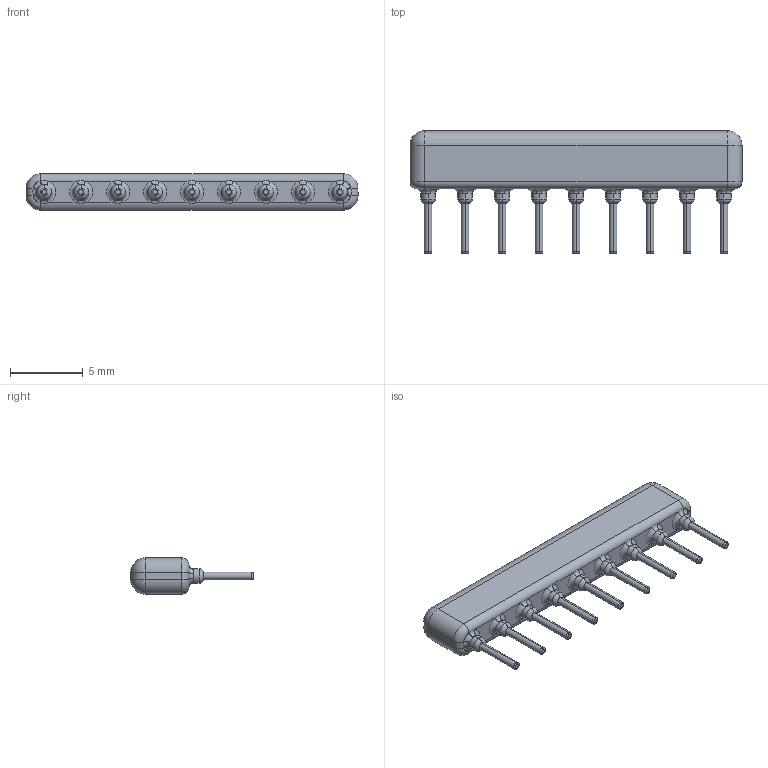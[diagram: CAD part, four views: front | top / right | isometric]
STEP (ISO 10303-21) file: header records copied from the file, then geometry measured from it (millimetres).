
FILE_DESCRIPTION (( 'STEP AP214' ), '1' );
FILE_NAME ('User Library-Resistor Pack 8.STEP', '2012-05-19T14:16:05', ( 'sysAdmin' ), ( 'SolidWorks' ), 'SwSTEP 2.0', 'SolidWorks 2012', '' );
FILE_SCHEMA (( 'AUTOMOTIVE_DESIGN' ));
Length unit declared in the file: millimetre
Products named in the file (1): User Library-Resistor Pack 8
Bounding box: 22.81 x 8.43 x 2.5 mm (x, y, z)
Volume: 225.7 mm3; surface area: 346.8 mm2
Topology: 1 solids, 1 shells, 166 faces, 374 edges, 206 vertices
Faces by surface type: torus 60, cylinder 48, bspline 28, plane 26, sphere 4
Entity records: 6844 total; most frequent: CARTESIAN_POINT 1425, DIRECTION 798, ORIENTED_EDGE 740, EDGE_CURVE 370, AXIS2_PLACEMENT_3D 363, CIRCLE 224, VERTEX_POINT 206, UNCERTAINTY_MEASURE_WITH_UNIT 169
